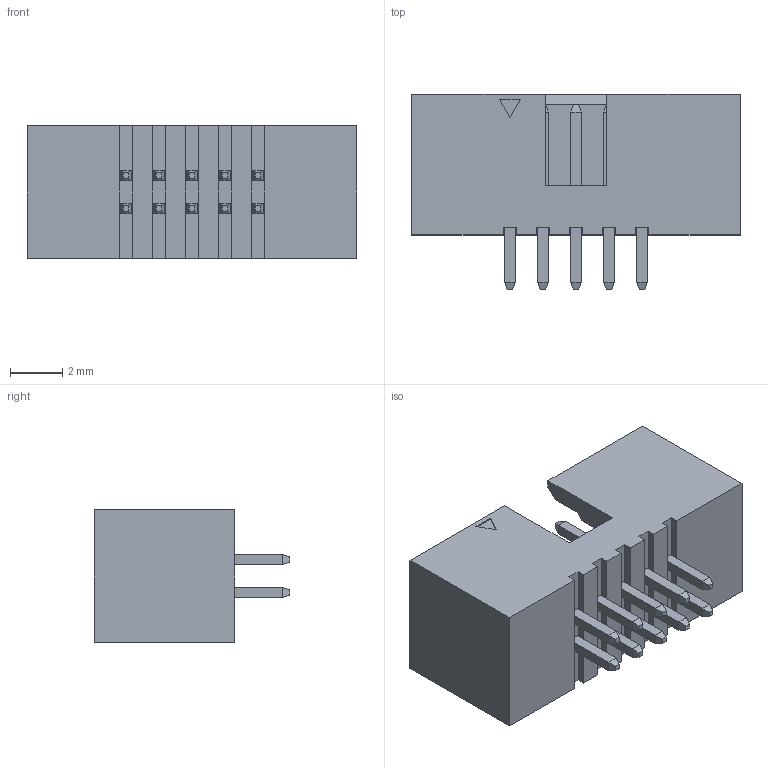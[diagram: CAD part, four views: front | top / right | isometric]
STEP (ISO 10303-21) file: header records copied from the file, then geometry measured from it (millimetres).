
FILE_DESCRIPTION (( 'STEP AP214' ), '1' );
FILE_NAME ('3220-10-0100-00.STEP', '2024-06-23T18:39:54', ( '' ), ( '' ), 'SwSTEP 2.0', 'SolidWorks 2021', '' );
FILE_SCHEMA (( 'AUTOMOTIVE_DESIGN' ));
Length unit declared in the file: millimetre
Products named in the file (3): 3220-10-0100-00; 3220-xx-0100-00 body_10; Pin^3220-xx-0100-00
Assembly tree (11 placements, depth 2):
  3220-10-0100-00
    3220-xx-0100-00 body_10
    Pin^3220-xx-0100-00  x10
Bounding box: 12.65 x 7.5 x 5.1 mm (x, y, z)
Volume: 199.2 mm3; surface area: 556.4 mm2
Topology: 11 solids, 11 shells, 223 faces, 516 edges, 316 vertices
Faces by surface type: plane 223
Entity records: 3204 total; most frequent: CARTESIAN_POINT 547, ORIENTED_EDGE 528, DIRECTION 486, VECTOR 264, EDGE_CURVE 264, LINE 264, VERTEX_POINT 172, EDGE_LOOP 118
